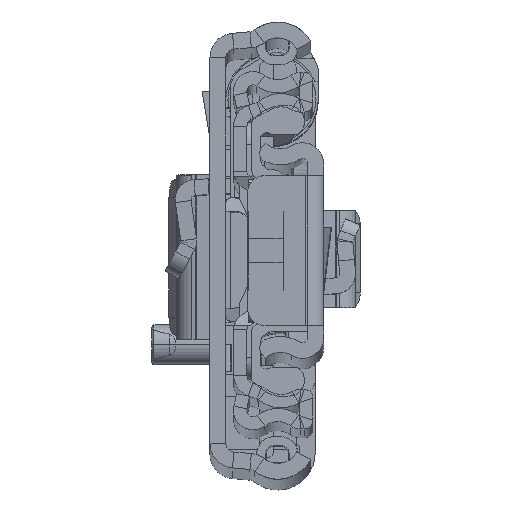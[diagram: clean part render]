
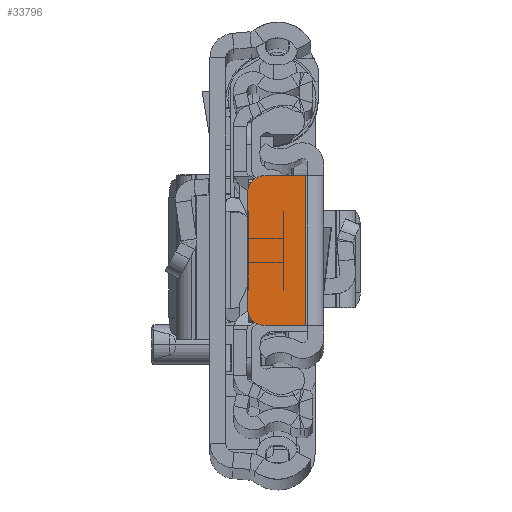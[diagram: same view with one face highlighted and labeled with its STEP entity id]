
A CAD part, top view. The second image highlights one B-rep face of the part: STEP entity #33796.
In plain terms, the highlighted planar face has unit normal (0, 0, 1).
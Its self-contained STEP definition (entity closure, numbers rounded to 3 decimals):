
#73 = CARTESIAN_POINT ( 'NONE',  ( 0., 8.5, 0. ) ) ;
#1299 = DIRECTION ( 'NONE',  ( -1., 0., 0. ) ) ;
#4394 = LINE ( 'NONE', #27031, #20858 ) ;
#5426 = CIRCLE ( 'NONE', #21647, 2. ) ;
#5437 = CIRCLE ( 'NONE', #33798, 2. ) ;
#5811 = VECTOR ( 'NONE', #33002, 1000. ) ;
#6397 = LINE ( 'NONE', #19511, #36152 ) ;
#6860 = DIRECTION ( 'NONE',  ( 0., 0., 1. ) ) ;
#8129 = VERTEX_POINT ( 'NONE', #14111 ) ;
#9320 = CARTESIAN_POINT ( 'NONE',  ( 0., 0., 0. ) ) ;
#9699 = CARTESIAN_POINT ( 'NONE',  ( -8.65, -6.5, 0. ) ) ;
#9828 = ORIENTED_EDGE ( 'NONE', *, *, #41168, .T. ) ;
#10244 = EDGE_LOOP ( 'NONE', ( #13606, #19767, #23298, #12178, #26347, #9828 ) ) ;
#11369 = VERTEX_POINT ( 'NONE', #15570 ) ;
#12178 = ORIENTED_EDGE ( 'NONE', *, *, #13551, .F. ) ;
#12353 = DIRECTION ( 'NONE',  ( -1., 0., 0. ) ) ;
#13551 = EDGE_CURVE ( 'NONE', #11369, #8129, #30453, .T. ) ;
#13603 = CARTESIAN_POINT ( 'NONE',  ( -6.65, 6.5, 0. ) ) ;
#13606 = ORIENTED_EDGE ( 'NONE', *, *, #34550, .T. ) ;
#13944 = CARTESIAN_POINT ( 'NONE',  ( -2.05, -8.5, 0. ) ) ;
#14111 = CARTESIAN_POINT ( 'NONE',  ( -2.05, -8.5, 0. ) ) ;
#14329 = DIRECTION ( 'NONE',  ( 1., 0., 0. ) ) ;
#15304 = VECTOR ( 'NONE', #12353, 1000. ) ;
#15414 = VERTEX_POINT ( 'NONE', #27779 ) ;
#15461 = DIRECTION ( 'NONE',  ( 0., 0., -1. ) ) ;
#15570 = CARTESIAN_POINT ( 'NONE',  ( -2.05, 8.5, 0. ) ) ;
#17567 = EDGE_CURVE ( 'NONE', #11369, #24451, #29239, .T. ) ;
#19511 = CARTESIAN_POINT ( 'NONE',  ( -8.65, 0., 0. ) ) ;
#19754 = DIRECTION ( 'NONE',  ( -1., 0., 0. ) ) ;
#19767 = ORIENTED_EDGE ( 'NONE', *, *, #21671, .T. ) ;
#20858 = VECTOR ( 'NONE', #14329, 1000. ) ;
#21647 = AXIS2_PLACEMENT_3D ( 'NONE', #13603, #6860, #19754 ) ;
#21671 = EDGE_CURVE ( 'NONE', #23537, #15414, #5437, .T. ) ;
#22010 = PLANE ( 'NONE',  #31389 ) ;
#22494 = CARTESIAN_POINT ( 'NONE',  ( -6.65, 8.5, 0. ) ) ;
#23290 = DIRECTION ( 'NONE',  ( 0., 0., 1. ) ) ;
#23298 = ORIENTED_EDGE ( 'NONE', *, *, #27192, .T. ) ;
#23537 = VERTEX_POINT ( 'NONE', #9699 ) ;
#24451 = VERTEX_POINT ( 'NONE', #22494 ) ;
#25172 = DIRECTION ( 'NONE',  ( -1., 0., 0. ) ) ;
#25434 = DIRECTION ( 'NONE',  ( 0., -1., 0. ) ) ;
#26347 = ORIENTED_EDGE ( 'NONE', *, *, #17567, .T. ) ;
#27031 = CARTESIAN_POINT ( 'NONE',  ( 0., -8.5, 0. ) ) ;
#27192 = EDGE_CURVE ( 'NONE', #15414, #8129, #4394, .T. ) ;
#27779 = CARTESIAN_POINT ( 'NONE',  ( -6.65, -8.5, 0. ) ) ;
#29239 = LINE ( 'NONE', #73, #15304 ) ;
#29841 = CARTESIAN_POINT ( 'NONE',  ( -6.65, -6.5, 0. ) ) ;
#30453 = LINE ( 'NONE', #13944, #5811 ) ;
#31389 = AXIS2_PLACEMENT_3D ( 'NONE', #9320, #15461, #25172 ) ;
#32003 = VERTEX_POINT ( 'NONE', #32162 ) ;
#32146 = FACE_OUTER_BOUND ( 'NONE', #10244, .T. ) ;
#32162 = CARTESIAN_POINT ( 'NONE',  ( -8.65, 6.5, 0. ) ) ;
#33002 = DIRECTION ( 'NONE',  ( 0., -1., 0. ) ) ;
#33796 = ADVANCED_FACE ( 'NONE', ( #32146 ), #22010, .F. ) ;
#33798 = AXIS2_PLACEMENT_3D ( 'NONE', #29841, #23290, #1299 ) ;
#34550 = EDGE_CURVE ( 'NONE', #32003, #23537, #6397, .T. ) ;
#36152 = VECTOR ( 'NONE', #25434, 1000. ) ;
#41168 = EDGE_CURVE ( 'NONE', #24451, #32003, #5426, .T. ) ;
